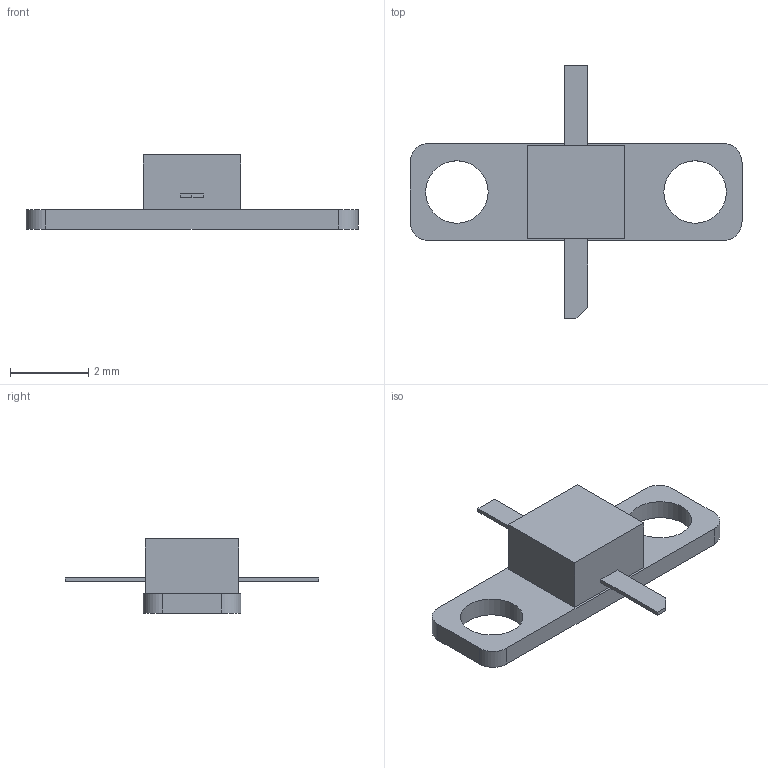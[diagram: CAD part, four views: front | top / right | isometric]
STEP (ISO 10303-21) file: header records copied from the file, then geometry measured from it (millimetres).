
FILE_DESCRIPTION(('STEP AP242'), '1');
FILE_NAME('6Ï9144À4', '', ('UNSPECIFIED'), ('UNSPECIFIED'), 'C3D Converter', 'C3D Toolkit', '');
FILE_SCHEMA(('AP242_MANAGED_MODEL_BASED_3D_ENGINEERING_MIM_LF { 1 0 10303 442 1 1 4 }'));
Length unit declared in the file: millimetre
Bounding box: 8.5 x 6.5 x 1.9 mm (x, y, z)
Volume: 17.1 mm3; surface area: 69 mm2
Topology: 1 solids, 1 shells, 28 faces, 69 edges, 46 vertices
Faces by surface type: plane 22, cylinder 6
Full cylindrical faces by diameter (mm): 1.6 x2
Entity records: 1082 total; most frequent: CARTESIAN_POINT 142, DIRECTION 137, ORIENTED_EDGE 134, EDGE_CURVE 67, LINE 55, VECTOR 55, VERTEX_POINT 46, AXIS2_PLACEMENT_3D 41
